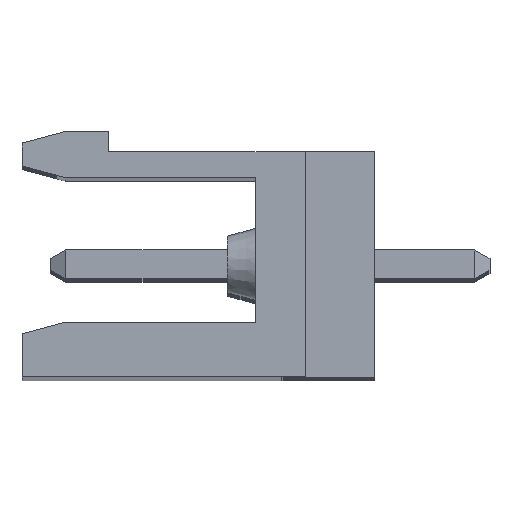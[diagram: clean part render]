
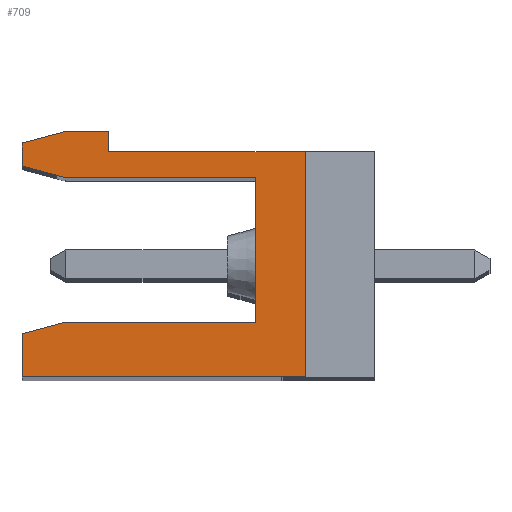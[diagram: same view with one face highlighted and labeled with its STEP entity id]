
A CAD part, top view. The second image highlights one B-rep face of the part: STEP entity #709.
In plain terms, the highlighted planar face has unit normal (0, 0, 1).
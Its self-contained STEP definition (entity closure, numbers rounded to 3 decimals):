
#709 = ADVANCED_FACE( '', ( #1907 ), #1908, .F. );
#1907 = FACE_OUTER_BOUND( '', #3611, .T. );
#1908 = PLANE( '', #3612 );
#3611 = EDGE_LOOP( '', ( #5703, #5704, #5705, #5706, #5707, #5708, #5709, #5710, #5711, #5712, #5713, #5714, #5715 ) );
#3612 = AXIS2_PLACEMENT_3D( '', #5716, #5717, #5718 );
#5703 = ORIENTED_EDGE( '', *, *, #10376, .T. );
#5704 = ORIENTED_EDGE( '', *, *, #10230, .T. );
#5705 = ORIENTED_EDGE( '', *, *, #10377, .F. );
#5706 = ORIENTED_EDGE( '', *, *, #10378, .T. );
#5707 = ORIENTED_EDGE( '', *, *, #10379, .F. );
#5708 = ORIENTED_EDGE( '', *, *, #10380, .F. );
#5709 = ORIENTED_EDGE( '', *, *, #10381, .F. );
#5710 = ORIENTED_EDGE( '', *, *, #10382, .F. );
#5711 = ORIENTED_EDGE( '', *, *, #10383, .F. );
#5712 = ORIENTED_EDGE( '', *, *, #10384, .F. );
#5713 = ORIENTED_EDGE( '', *, *, #10385, .F. );
#5714 = ORIENTED_EDGE( '', *, *, #10386, .F. );
#5715 = ORIENTED_EDGE( '', *, *, #10387, .T. );
#5716 = CARTESIAN_POINT( '', ( 233.235, 39.6, -24.28 ) );
#5717 = DIRECTION( '', ( 0., 0., -1. ) );
#5718 = DIRECTION( '', ( 0., -1., 0. ) );
#10230 = EDGE_CURVE( '', #12326, #12324, #12327, .T. );
#10376 = EDGE_CURVE( '', #12586, #12326, #12587, .T. );
#10377 = EDGE_CURVE( '', #12588, #12324, #12589, .T. );
#10378 = EDGE_CURVE( '', #12588, #12590, #12591, .T. );
#10379 = EDGE_CURVE( '', #12592, #12590, #12593, .T. );
#10380 = EDGE_CURVE( '', #12594, #12592, #12595, .T. );
#10381 = EDGE_CURVE( '', #12596, #12594, #12597, .T. );
#10382 = EDGE_CURVE( '', #12598, #12596, #12599, .T. );
#10383 = EDGE_CURVE( '', #12600, #12598, #12601, .T. );
#10384 = EDGE_CURVE( '', #12602, #12600, #12603, .T. );
#10385 = EDGE_CURVE( '', #12604, #12602, #12605, .T. );
#10386 = EDGE_CURVE( '', #12606, #12604, #12607, .T. );
#10387 = EDGE_CURVE( '', #12606, #12586, #12608, .T. );
#12324 = VERTEX_POINT( '', #15289 );
#12326 = VERTEX_POINT( '', #15292 );
#12327 = LINE( '', #15293, #15294 );
#12586 = VERTEX_POINT( '', #15651 );
#12587 = LINE( '', #15652, #15653 );
#12588 = VERTEX_POINT( '', #15654 );
#12589 = LINE( '', #15655, #15656 );
#12590 = VERTEX_POINT( '', #15657 );
#12591 = LINE( '', #15658, #15659 );
#12592 = VERTEX_POINT( '', #15660 );
#12593 = LINE( '', #15661, #15662 );
#12594 = VERTEX_POINT( '', #15663 );
#12595 = LINE( '', #15664, #15665 );
#12596 = VERTEX_POINT( '', #15666 );
#12597 = LINE( '', #15667, #15668 );
#12598 = VERTEX_POINT( '', #15669 );
#12599 = LINE( '', #15670, #15671 );
#12600 = VERTEX_POINT( '', #15672 );
#12601 = LINE( '', #15673, #15674 );
#12602 = VERTEX_POINT( '', #15675 );
#12603 = LINE( '', #15676, #15677 );
#12604 = VERTEX_POINT( '', #15678 );
#12605 = LINE( '', #15679, #15680 );
#12606 = VERTEX_POINT( '', #15681 );
#12607 = LINE( '', #15682, #15683 );
#12608 = LINE( '', #15684, #15685 );
#15289 = CARTESIAN_POINT( '', ( 238.535, 32.9, -24.28 ) );
#15292 = CARTESIAN_POINT( '', ( 238.535, 37.9, -24.28 ) );
#15293 = CARTESIAN_POINT( '', ( 238.535, 39.6, -24.28 ) );
#15294 = VECTOR( '', #18985, 1000. );
#15651 = CARTESIAN_POINT( '', ( 231.928, 37.9, -24.28 ) );
#15652 = CARTESIAN_POINT( '', ( 233.235, 37.9, -24.28 ) );
#15653 = VECTOR( '', #19153, 1000. );
#15654 = CARTESIAN_POINT( '', ( 231.935, 32.9, -24.28 ) );
#15655 = CARTESIAN_POINT( '', ( 233.235, 32.9, -24.28 ) );
#15656 = VECTOR( '', #19154, 1000. );
#15657 = CARTESIAN_POINT( '', ( 230.435, 32.498, -24.28 ) );
#15658 = CARTESIAN_POINT( '', ( 230.435, 32.498, -24.28 ) );
#15659 = VECTOR( '', #19155, 1000. );
#15660 = CARTESIAN_POINT( '', ( 230.435, 31., -24.28 ) );
#15661 = CARTESIAN_POINT( '', ( 230.435, 39.2, -24.28 ) );
#15662 = VECTOR( '', #19156, 1000. );
#15663 = CARTESIAN_POINT( '', ( 240.235, 31., -24.28 ) );
#15664 = CARTESIAN_POINT( '', ( 230.235, 31., -24.28 ) );
#15665 = VECTOR( '', #19157, 1000. );
#15666 = CARTESIAN_POINT( '', ( 240.235, 38.8, -24.28 ) );
#15667 = CARTESIAN_POINT( '', ( 240.235, 31., -24.28 ) );
#15668 = VECTOR( '', #19158, 1000. );
#15669 = CARTESIAN_POINT( '', ( 233.435, 38.8, -24.28 ) );
#15670 = CARTESIAN_POINT( '', ( 240.035, 38.8, -24.28 ) );
#15671 = VECTOR( '', #19159, 1000. );
#15672 = CARTESIAN_POINT( '', ( 233.435, 39.5, -24.28 ) );
#15673 = CARTESIAN_POINT( '', ( 233.435, 39.1, -24.28 ) );
#15674 = VECTOR( '', #19160, 1000. );
#15675 = CARTESIAN_POINT( '', ( 231.928, 39.5, -24.28 ) );
#15676 = CARTESIAN_POINT( '', ( 233.435, 39.5, -24.28 ) );
#15677 = VECTOR( '', #19161, 1000. );
#15678 = CARTESIAN_POINT( '', ( 230.435, 39.1, -24.28 ) );
#15679 = CARTESIAN_POINT( '', ( 231.928, 39.5, -24.28 ) );
#15680 = VECTOR( '', #19162, 1000. );
#15681 = CARTESIAN_POINT( '', ( 230.435, 38.3, -24.28 ) );
#15682 = CARTESIAN_POINT( '', ( 230.435, 39.2, -24.28 ) );
#15683 = VECTOR( '', #19163, 1000. );
#15684 = CARTESIAN_POINT( '', ( 232.723, 37.687, -24.28 ) );
#15685 = VECTOR( '', #19164, 1000. );
#18985 = DIRECTION( '', ( 0., -1., 0. ) );
#19153 = DIRECTION( '', ( 1., 0., 0. ) );
#19154 = DIRECTION( '', ( 1., 0., 0. ) );
#19155 = DIRECTION( '', ( -0.966, -0.259, 0. ) );
#19156 = DIRECTION( '', ( 0., 1., 0. ) );
#19157 = DIRECTION( '', ( -1., 0., 0. ) );
#19158 = DIRECTION( '', ( 0., -1., 0. ) );
#19159 = DIRECTION( '', ( 1., 0., 0. ) );
#19160 = DIRECTION( '', ( 0., -1., 0. ) );
#19161 = DIRECTION( '', ( 1., 0., 0. ) );
#19162 = DIRECTION( '', ( 0.966, 0.259, 0. ) );
#19163 = DIRECTION( '', ( 0., 1., 0. ) );
#19164 = DIRECTION( '', ( 0.966, -0.259, 0. ) );
